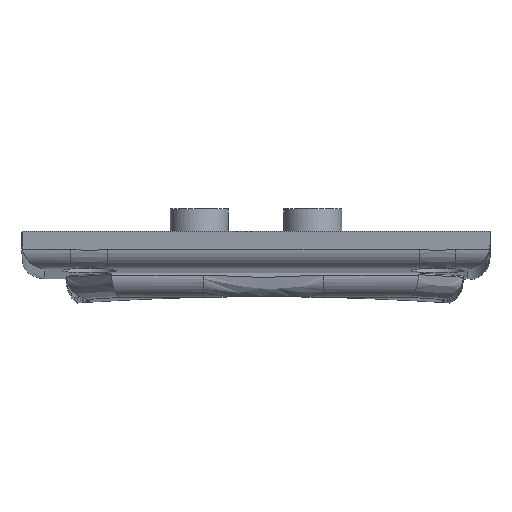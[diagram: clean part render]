
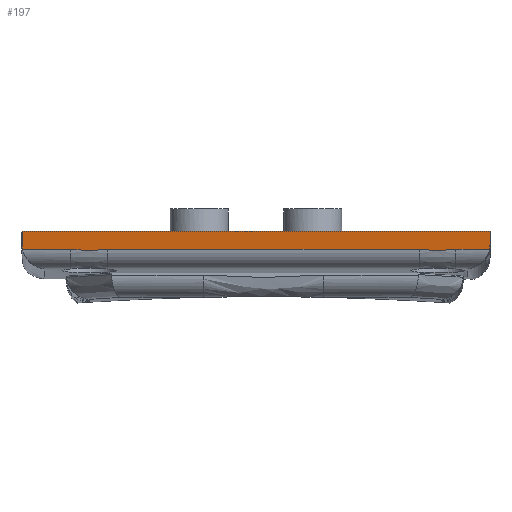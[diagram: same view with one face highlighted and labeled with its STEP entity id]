
A CAD part, front view. The second image highlights one B-rep face of the part: STEP entity #197.
In plain terms, the highlighted planar face has unit normal (0, -0.993, -0.122).
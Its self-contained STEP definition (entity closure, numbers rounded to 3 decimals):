
#197=ADVANCED_FACE('',(#821),#823,.T.);
#821=FACE_BOUND('',#822,.T.);
#822=EDGE_LOOP('',(#2869,#2870,#2871,#2872,#2873,#2874,#2875,#2876,#2877,#2878));
#823=PLANE('',#824);
#824=AXIS2_PLACEMENT_3D('',#825,#826,#827);
#825=CARTESIAN_POINT('',(-52.25,-60.,16.));
#826=DIRECTION('',(0.,-0.993,-0.122));
#827=DIRECTION('',(0.,0.122,-0.993));
#2869=ORIENTED_EDGE('',*,*,#3167,.T.);
#2870=ORIENTED_EDGE('',*,*,#3168,.T.);
#2871=ORIENTED_EDGE('',*,*,#3169,.T.);
#2872=ORIENTED_EDGE('',*,*,#3170,.T.);
#2873=ORIENTED_EDGE('',*,*,#3171,.T.);
#2874=ORIENTED_EDGE('',*,*,#3172,.F.);
#2875=ORIENTED_EDGE('',*,*,#3166,.F.);
#2876=ORIENTED_EDGE('',*,*,#3173,.F.);
#2877=ORIENTED_EDGE('',*,*,#3152,.T.);
#2878=ORIENTED_EDGE('',*,*,#3174,.F.);
#3152=EDGE_CURVE('',#3348,#3346,#3349,.T.);
#3166=EDGE_CURVE('',#3372,#3370,#3374,.T.);
#3167=EDGE_CURVE('',#3375,#3376,#3377,.T.);
#3168=EDGE_CURVE('',#3376,#3378,#3379,.T.);
#3169=EDGE_CURVE('',#3378,#3380,#3381,.T.);
#3170=EDGE_CURVE('',#3380,#3382,#3383,.T.);
#3171=EDGE_CURVE('',#3382,#3384,#3385,.T.);
#3172=EDGE_CURVE('',#3370,#3384,#3386,.T.);
#3173=EDGE_CURVE('',#3348,#3372,#3387,.T.);
#3174=EDGE_CURVE('',#3375,#3346,#3388,.F.);
#3346=VERTEX_POINT('',#5295);
#3348=VERTEX_POINT('',#5300);
#3349=LINE('',#5301,#5302);
#3370=VERTEX_POINT('',#5403);
#3372=VERTEX_POINT('',#5408);
#3374=LINE('',#5413,#5414);
#3375=VERTEX_POINT('',#5416);
#3376=VERTEX_POINT('',#5417);
#3377=LINE('',#5418,#5419);
#3378=VERTEX_POINT('',#5421);
#3379=B_SPLINE_CURVE_WITH_KNOTS('',3,
(#5422,#5423,#5424,#5425,#5426,#5427,#5428,#5429,#5430,#5431,#5432,#5433,#5434,#5435,
#5436,#5437,#5438,#5439,#5440,#5441,#5442,#5443,#5444,#5445,#5446,#5447,#5448,#5449),
.UNSPECIFIED.,.F.,.F.,
(4,2,2,2,2,2,2,2,2,2,2,2,2,4),
(0.,0.042,0.118,0.202,0.286,0.37,
0.454,0.537,0.621,0.705,0.789,
0.873,0.957,1.),
.UNSPECIFIED.);
#3380=VERTEX_POINT('',#5450);
#3381=LINE('',#5451,#5452);
#3382=VERTEX_POINT('',#5454);
#3383=B_SPLINE_CURVE_WITH_KNOTS('',3,
(#5455,#5456,#5457,#5458,#5459,#5460,#5461,#5462,#5463,#5464,#5465,#5466,#5467,#5468,
#5469,#5470,#5471,#5472,#5473,#5474,#5475,#5476,#5477,#5478,#5479,#5480,#5481,#5482),
.UNSPECIFIED.,.F.,.F.,
(4,2,2,2,2,2,2,2,2,2,2,2,2,4),
(0.,0.042,0.118,0.202,0.286,0.37,
0.454,0.537,0.621,0.705,0.789,
0.873,0.957,1.),
.UNSPECIFIED.);
#3384=VERTEX_POINT('',#5483);
#3385=LINE('',#5484,#5485);
#3386=B_SPLINE_CURVE_WITH_KNOTS('',3,
(#5487,#5488,#5489,#5490,#5491,#5492,#5493,#5494),
.UNSPECIFIED.,.F.,.F.,
(4,1,1,1,1,4),
(0.,0.236,0.448,0.638,0.814,1.),
.UNSPECIFIED.);
#3387=LINE('',#5495,#5496);
#3388=B_SPLINE_CURVE_WITH_KNOTS('',3,
(#5498,#5499,#5500,#5501,#5502,#5503,#5504,#5505),
.UNSPECIFIED.,.F.,.F.,
(4,1,1,1,1,4),
(0.,0.236,0.448,0.638,0.814,1.),
.UNSPECIFIED.);
#5295=CARTESIAN_POINT('',(-52.25,-59.642,13.085));
#5300=CARTESIAN_POINT('',(-52.25,-60.,16.));
#5301=CARTESIAN_POINT('',(-52.25,-60.,16.));
#5302=VECTOR('',#5303,1.);
#5303=DIRECTION('',(0.,0.122,-0.993));
#5403=CARTESIAN_POINT('',(52.25,-59.642,13.085));
#5408=CARTESIAN_POINT('',(52.25,-60.,16.));
#5413=CARTESIAN_POINT('',(52.25,-60.,16.));
#5414=VECTOR('',#5415,1.);
#5415=DIRECTION('',(0.,0.122,-0.993));
#5416=CARTESIAN_POINT('',(-52.133,-59.508,11.992));
#5417=CARTESIAN_POINT('',(-41.333,-59.508,11.992));
#5418=CARTESIAN_POINT('',(-52.133,-59.508,11.992));
#5419=VECTOR('',#5420,1.);
#5420=DIRECTION('',(1.,0.,0.));
#5421=CARTESIAN_POINT('',(-33.167,-59.508,11.992));
#5422=CARTESIAN_POINT('',(-41.333,-59.508,11.992));
#5423=CARTESIAN_POINT('',(-41.239,-59.508,11.991));
#5424=CARTESIAN_POINT('',(-41.146,-59.508,11.99));
#5425=CARTESIAN_POINT('',(-40.873,-59.506,11.979));
#5426=CARTESIAN_POINT('',(-40.688,-59.504,11.964));
#5427=CARTESIAN_POINT('',(-40.287,-59.5,11.93));
#5428=CARTESIAN_POINT('',(-40.067,-59.497,11.905));
#5429=CARTESIAN_POINT('',(-39.615,-59.491,11.858));
#5430=CARTESIAN_POINT('',(-39.38,-59.488,11.83));
#5431=CARTESIAN_POINT('',(-38.905,-59.482,11.785));
#5432=CARTESIAN_POINT('',(-38.66,-59.48,11.761));
#5433=CARTESIAN_POINT('',(-38.168,-59.475,11.728));
#5434=CARTESIAN_POINT('',(-37.917,-59.474,11.714));
#5435=CARTESIAN_POINT('',(-37.417,-59.472,11.701));
#5436=CARTESIAN_POINT('',(-37.164,-59.472,11.701));
#5437=CARTESIAN_POINT('',(-36.664,-59.473,11.711));
#5438=CARTESIAN_POINT('',(-36.412,-59.475,11.724));
#5439=CARTESIAN_POINT('',(-35.919,-59.479,11.755));
#5440=CARTESIAN_POINT('',(-35.674,-59.482,11.778));
#5441=CARTESIAN_POINT('',(-35.196,-59.487,11.822));
#5442=CARTESIAN_POINT('',(-34.96,-59.49,11.85));
#5443=CARTESIAN_POINT('',(-34.505,-59.496,11.897));
#5444=CARTESIAN_POINT('',(-34.283,-59.499,11.923));
#5445=CARTESIAN_POINT('',(-33.858,-59.504,11.961));
#5446=CARTESIAN_POINT('',(-33.653,-59.506,11.978));
#5447=CARTESIAN_POINT('',(-33.359,-59.508,11.99));
#5448=CARTESIAN_POINT('',(-33.263,-59.508,11.991));
#5449=CARTESIAN_POINT('',(-33.167,-59.508,11.992));
#5450=CARTESIAN_POINT('',(36.467,-59.508,11.992));
#5451=CARTESIAN_POINT('',(-33.167,-59.508,11.992));
#5452=VECTOR('',#5453,1.);
#5453=DIRECTION('',(1.,0.,0.));
#5454=CARTESIAN_POINT('',(44.633,-59.508,11.992));
#5455=CARTESIAN_POINT('',(36.467,-59.508,11.992));
#5456=CARTESIAN_POINT('',(36.561,-59.508,11.991));
#5457=CARTESIAN_POINT('',(36.654,-59.508,11.99));
#5458=CARTESIAN_POINT('',(36.927,-59.506,11.979));
#5459=CARTESIAN_POINT('',(37.112,-59.504,11.964));
#5460=CARTESIAN_POINT('',(37.513,-59.5,11.93));
#5461=CARTESIAN_POINT('',(37.733,-59.497,11.905));
#5462=CARTESIAN_POINT('',(38.185,-59.491,11.858));
#5463=CARTESIAN_POINT('',(38.42,-59.488,11.83));
#5464=CARTESIAN_POINT('',(38.895,-59.482,11.785));
#5465=CARTESIAN_POINT('',(39.14,-59.48,11.761));
#5466=CARTESIAN_POINT('',(39.632,-59.475,11.728));
#5467=CARTESIAN_POINT('',(39.883,-59.474,11.714));
#5468=CARTESIAN_POINT('',(40.383,-59.472,11.701));
#5469=CARTESIAN_POINT('',(40.636,-59.472,11.701));
#5470=CARTESIAN_POINT('',(41.136,-59.473,11.711));
#5471=CARTESIAN_POINT('',(41.388,-59.475,11.724));
#5472=CARTESIAN_POINT('',(41.881,-59.479,11.755));
#5473=CARTESIAN_POINT('',(42.126,-59.482,11.778));
#5474=CARTESIAN_POINT('',(42.604,-59.487,11.822));
#5475=CARTESIAN_POINT('',(42.84,-59.49,11.85));
#5476=CARTESIAN_POINT('',(43.295,-59.496,11.897));
#5477=CARTESIAN_POINT('',(43.517,-59.499,11.923));
#5478=CARTESIAN_POINT('',(43.942,-59.504,11.961));
#5479=CARTESIAN_POINT('',(44.147,-59.506,11.978));
#5480=CARTESIAN_POINT('',(44.441,-59.508,11.99));
#5481=CARTESIAN_POINT('',(44.537,-59.508,11.991));
#5482=CARTESIAN_POINT('',(44.633,-59.508,11.992));
#5483=CARTESIAN_POINT('',(52.133,-59.508,11.992));
#5484=CARTESIAN_POINT('',(44.633,-59.508,11.992));
#5485=VECTOR('',#5486,1.);
#5486=DIRECTION('',(1.,0.,0.));
#5487=CARTESIAN_POINT('',(52.25,-59.642,13.085));
#5488=CARTESIAN_POINT('',(52.25,-59.632,12.999));
#5489=CARTESIAN_POINT('',(52.246,-59.611,12.834));
#5490=CARTESIAN_POINT('',(52.229,-59.583,12.601));
#5491=CARTESIAN_POINT('',(52.204,-59.557,12.39));
#5492=CARTESIAN_POINT('',(52.173,-59.532,12.19));
#5493=CARTESIAN_POINT('',(52.148,-59.516,12.059));
#5494=CARTESIAN_POINT('',(52.133,-59.508,11.992));
#5495=CARTESIAN_POINT('',(-52.25,-60.,16.));
#5496=VECTOR('',#5497,1.);
#5497=DIRECTION('',(1.,0.,0.));
#5498=CARTESIAN_POINT('',(-52.25,-59.642,13.085));
#5499=CARTESIAN_POINT('',(-52.25,-59.632,12.999));
#5500=CARTESIAN_POINT('',(-52.246,-59.611,12.834));
#5501=CARTESIAN_POINT('',(-52.229,-59.583,12.601));
#5502=CARTESIAN_POINT('',(-52.204,-59.557,12.39));
#5503=CARTESIAN_POINT('',(-52.173,-59.532,12.19));
#5504=CARTESIAN_POINT('',(-52.148,-59.516,12.059));
#5505=CARTESIAN_POINT('',(-52.133,-59.508,11.992));
